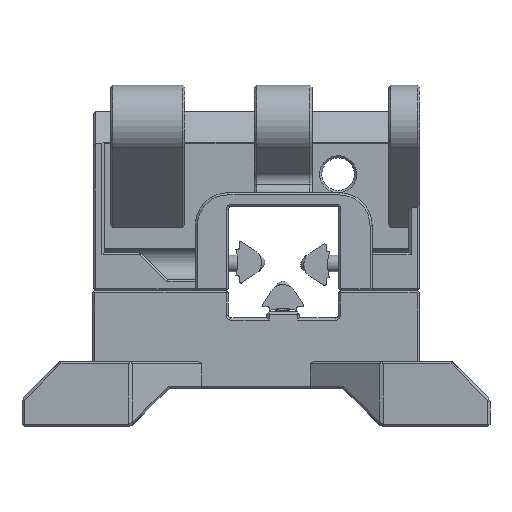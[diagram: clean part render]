
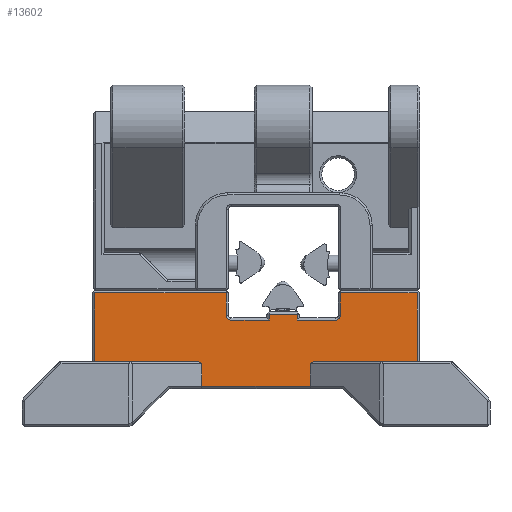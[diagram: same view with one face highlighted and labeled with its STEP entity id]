
A CAD part, front view. The second image highlights one B-rep face of the part: STEP entity #13602.
In plain terms, the highlighted planar face has unit normal (0, -1, 0).
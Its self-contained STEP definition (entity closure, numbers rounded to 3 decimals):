
#897=PLANE('',#14753);
#1725=FACE_OUTER_BOUND('',#2550,.T.);
#2550=EDGE_LOOP('',(#11179,#11180,#11181,#11182,#11183,#11184,#11185,#11186,
#11187,#11188,#11189,#11190,#11191,#11192,#11193,#11194,#11195,#11196,#11197,
#11198));
#3111=LINE('',#22656,#4203);
#3296=LINE('',#23624,#4388);
#3310=LINE('',#23648,#4402);
#3372=LINE('',#23766,#4464);
#3375=LINE('',#23771,#4467);
#3404=LINE('',#23831,#4496);
#3416=LINE('',#23857,#4508);
#3440=LINE('',#23913,#4532);
#3441=LINE('',#23917,#4533);
#3442=LINE('',#23919,#4534);
#3443=LINE('',#23923,#4535);
#3444=LINE('',#23925,#4536);
#3445=LINE('',#23927,#4537);
#3446=LINE('',#23929,#4538);
#3447=LINE('',#23931,#4539);
#3448=LINE('',#23935,#4540);
#3449=LINE('',#23936,#4541);
#3450=LINE('',#23937,#4542);
#4203=VECTOR('',#16546,4.2);
#4388=VECTOR('',#16927,4.2);
#4402=VECTOR('',#16957,20.);
#4464=VECTOR('',#17103,0.768);
#4467=VECTOR('',#17108,0.768);
#4496=VECTOR('',#17161,18.944);
#4508=VECTOR('',#17183,18.944);
#4532=VECTOR('',#17227,12.6);
#4533=VECTOR('',#17230,14.1);
#4534=VECTOR('',#17231,4.1);
#4535=VECTOR('',#17234,7.);
#4536=VECTOR('',#17235,1.1);
#4537=VECTOR('',#17236,5.2);
#4538=VECTOR('',#17237,1.1);
#4539=VECTOR('',#17238,7.);
#4540=VECTOR('',#17241,4.1);
#4541=VECTOR('',#17242,24.1);
#4542=VECTOR('',#17243,12.6);
#5446=CIRCLE('',#14754,0.9);
#5447=CIRCLE('',#14755,0.9);
#6150=VERTEX_POINT('',#22652);
#6152=VERTEX_POINT('',#22655);
#6312=VERTEX_POINT('',#23616);
#6315=VERTEX_POINT('',#23622);
#6331=VERTEX_POINT('',#23765);
#6332=VERTEX_POINT('',#23769);
#6351=VERTEX_POINT('',#23830);
#6360=VERTEX_POINT('',#23856);
#6382=VERTEX_POINT('',#23911);
#6383=VERTEX_POINT('',#23915);
#6384=VERTEX_POINT('',#23916);
#6385=VERTEX_POINT('',#23918);
#6386=VERTEX_POINT('',#23920);
#6387=VERTEX_POINT('',#23922);
#6388=VERTEX_POINT('',#23924);
#6389=VERTEX_POINT('',#23926);
#6390=VERTEX_POINT('',#23928);
#6391=VERTEX_POINT('',#23930);
#6392=VERTEX_POINT('',#23932);
#6393=VERTEX_POINT('',#23934);
#7688=EDGE_CURVE('',#6150,#6152,#3111,.T.);
#7914=EDGE_CURVE('',#6312,#6315,#3296,.T.);
#7928=EDGE_CURVE('',#6152,#6315,#3310,.T.);
#7990=EDGE_CURVE('',#6312,#6331,#3372,.T.);
#7993=EDGE_CURVE('',#6332,#6150,#3375,.T.);
#8022=EDGE_CURVE('',#6351,#6331,#3404,.T.);
#8035=EDGE_CURVE('',#6332,#6360,#3416,.T.);
#8063=EDGE_CURVE('',#6351,#6382,#3440,.T.);
#8064=EDGE_CURVE('',#6383,#6384,#3441,.T.);
#8065=EDGE_CURVE('',#6385,#6383,#3442,.T.);
#8066=EDGE_CURVE('',#6386,#6385,#5446,.T.);
#8067=EDGE_CURVE('',#6387,#6386,#3443,.T.);
#8068=EDGE_CURVE('',#6388,#6387,#3444,.T.);
#8069=EDGE_CURVE('',#6389,#6388,#3445,.T.);
#8070=EDGE_CURVE('',#6390,#6389,#3446,.T.);
#8071=EDGE_CURVE('',#6391,#6390,#3447,.T.);
#8072=EDGE_CURVE('',#6392,#6391,#5447,.T.);
#8073=EDGE_CURVE('',#6393,#6392,#3448,.T.);
#8074=EDGE_CURVE('',#6382,#6393,#3449,.T.);
#8075=EDGE_CURVE('',#6384,#6360,#3450,.T.);
#11179=ORIENTED_EDGE('',*,*,#8064,.F.);
#11180=ORIENTED_EDGE('',*,*,#8065,.F.);
#11181=ORIENTED_EDGE('',*,*,#8066,.F.);
#11182=ORIENTED_EDGE('',*,*,#8067,.F.);
#11183=ORIENTED_EDGE('',*,*,#8068,.F.);
#11184=ORIENTED_EDGE('',*,*,#8069,.F.);
#11185=ORIENTED_EDGE('',*,*,#8070,.F.);
#11186=ORIENTED_EDGE('',*,*,#8071,.F.);
#11187=ORIENTED_EDGE('',*,*,#8072,.F.);
#11188=ORIENTED_EDGE('',*,*,#8073,.F.);
#11189=ORIENTED_EDGE('',*,*,#8074,.F.);
#11190=ORIENTED_EDGE('',*,*,#8063,.F.);
#11191=ORIENTED_EDGE('',*,*,#8022,.T.);
#11192=ORIENTED_EDGE('',*,*,#7990,.F.);
#11193=ORIENTED_EDGE('',*,*,#7914,.T.);
#11194=ORIENTED_EDGE('',*,*,#7928,.F.);
#11195=ORIENTED_EDGE('',*,*,#7688,.F.);
#11196=ORIENTED_EDGE('',*,*,#7993,.F.);
#11197=ORIENTED_EDGE('',*,*,#8035,.T.);
#11198=ORIENTED_EDGE('',*,*,#8075,.F.);
#13602=ADVANCED_FACE('',(#1725),#897,.T.);
#14753=AXIS2_PLACEMENT_3D('',#23914,#17228,#17229);
#14754=AXIS2_PLACEMENT_3D('',#23921,#17232,#17233);
#14755=AXIS2_PLACEMENT_3D('',#23933,#17239,#17240);
#16546=DIRECTION('',(0.,0.,-1.));
#16927=DIRECTION('',(0.,0.,-1.));
#16957=DIRECTION('',(-1.,0.,0.));
#17103=DIRECTION('',(-0.854,0.,0.521));
#17108=DIRECTION('',(-0.854,0.,-0.521));
#17161=DIRECTION('',(1.,0.,0.));
#17183=DIRECTION('',(1.,0.,0.));
#17227=DIRECTION('',(0.,0.,1.));
#17228=DIRECTION('center_axis',(0.,-1.,0.));
#17229=DIRECTION('ref_axis',(1.,0.,0.));
#17230=DIRECTION('',(1.,0.,0.));
#17231=DIRECTION('',(0.,0.,1.));
#17232=DIRECTION('center_axis',(0.,-1.,0.));
#17233=DIRECTION('ref_axis',(0.,0.,-1.));
#17234=DIRECTION('',(1.,0.,0.));
#17235=DIRECTION('',(0.,0.,-1.));
#17236=DIRECTION('',(1.,0.,0.));
#17237=DIRECTION('',(0.,0.,1.));
#17238=DIRECTION('',(1.,0.,0.));
#17239=DIRECTION('center_axis',(0.,-1.,0.));
#17240=DIRECTION('ref_axis',(0.,0.,-1.));
#17241=DIRECTION('',(0.,0.,-1.));
#17242=DIRECTION('',(1.,0.,0.));
#17243=DIRECTION('',(0.,0.,-1.));
#22652=CARTESIAN_POINT('',(271.675,-197.3,-18.4));
#22655=CARTESIAN_POINT('',(271.675,-197.3,-22.6));
#22656=CARTESIAN_POINT('',(271.675,-197.3,-18.4));
#23616=CARTESIAN_POINT('',(251.675,-197.3,-18.4));
#23622=CARTESIAN_POINT('',(251.675,-197.3,-22.6));
#23624=CARTESIAN_POINT('',(251.675,-197.3,-18.4));
#23648=CARTESIAN_POINT('',(271.675,-197.3,-22.6));
#23765=CARTESIAN_POINT('',(251.019,-197.3,-18.));
#23766=CARTESIAN_POINT('',(251.675,-197.3,-18.4));
#23769=CARTESIAN_POINT('',(272.331,-197.3,-18.));
#23771=CARTESIAN_POINT('',(272.331,-197.3,-18.));
#23830=CARTESIAN_POINT('',(232.075,-197.3,-18.));
#23831=CARTESIAN_POINT('',(232.075,-197.3,-18.));
#23856=CARTESIAN_POINT('',(291.275,-197.3,-18.));
#23857=CARTESIAN_POINT('',(272.331,-197.3,-18.));
#23911=CARTESIAN_POINT('',(232.075,-197.3,-5.4));
#23913=CARTESIAN_POINT('',(232.075,-197.3,-18.));
#23914=CARTESIAN_POINT('Origin',(271.675,-197.3,-18.));
#23915=CARTESIAN_POINT('',(277.175,-197.3,-5.4));
#23916=CARTESIAN_POINT('',(291.275,-197.3,-5.4));
#23917=CARTESIAN_POINT('',(277.175,-197.3,-5.4));
#23918=CARTESIAN_POINT('',(277.175,-197.3,-9.5));
#23919=CARTESIAN_POINT('',(277.175,-197.3,-9.5));
#23920=CARTESIAN_POINT('',(276.275,-197.3,-10.4));
#23921=CARTESIAN_POINT('Origin',(276.275,-197.3,-9.5));
#23922=CARTESIAN_POINT('',(269.275,-197.3,-10.4));
#23923=CARTESIAN_POINT('',(269.275,-197.3,-10.4));
#23924=CARTESIAN_POINT('',(269.275,-197.3,-9.3));
#23925=CARTESIAN_POINT('',(269.275,-197.3,-9.3));
#23926=CARTESIAN_POINT('',(264.075,-197.3,-9.3));
#23927=CARTESIAN_POINT('',(264.075,-197.3,-9.3));
#23928=CARTESIAN_POINT('',(264.075,-197.3,-10.4));
#23929=CARTESIAN_POINT('',(264.075,-197.3,-10.4));
#23930=CARTESIAN_POINT('',(257.075,-197.3,-10.4));
#23931=CARTESIAN_POINT('',(257.075,-197.3,-10.4));
#23932=CARTESIAN_POINT('',(256.175,-197.3,-9.5));
#23933=CARTESIAN_POINT('Origin',(257.075,-197.3,-9.5));
#23934=CARTESIAN_POINT('',(256.175,-197.3,-5.4));
#23935=CARTESIAN_POINT('',(256.175,-197.3,-5.4));
#23936=CARTESIAN_POINT('',(232.075,-197.3,-5.4));
#23937=CARTESIAN_POINT('',(291.275,-197.3,-5.4));
